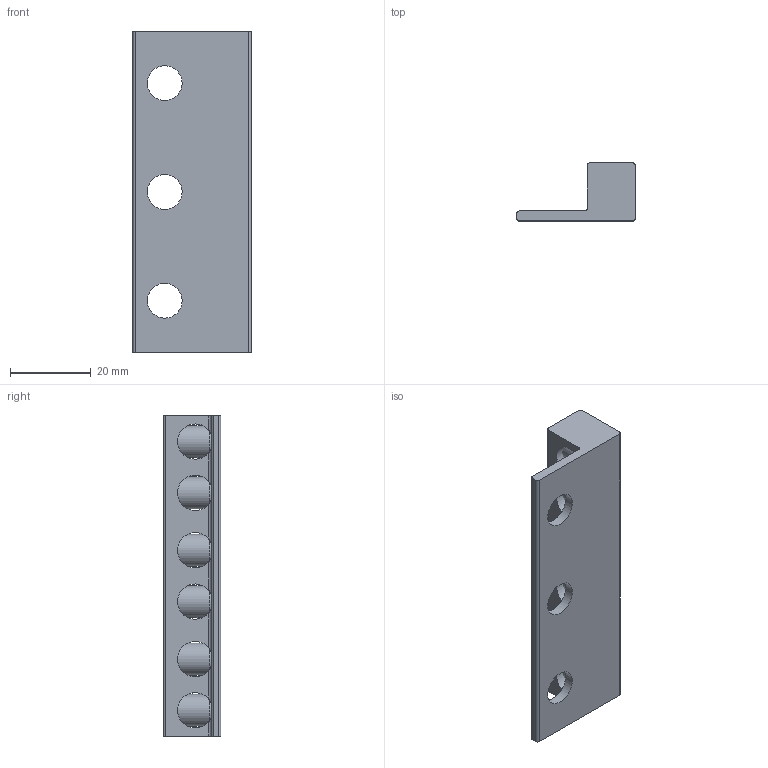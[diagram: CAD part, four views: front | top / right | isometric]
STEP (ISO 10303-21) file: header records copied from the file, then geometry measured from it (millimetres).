
FILE_DESCRIPTION(/* description */ (''),/* implementation_level */ '2;1');
FILE_NAME(/* name */ '6S2-HEX.stp',/* time_stamp */ '2017-02-06T09:50:09-05:00',/* author */ ('tsmith'),/* organization */ (''),/* preprocessor_version */ 'ST-DEVELOPER v16.5',/* originating_system */ 'Autodesk Inventor 2017',/* authorisation */ '');
FILE_SCHEMA (('AUTOMOTIVE_DESIGN { 1 0 10303 214 3 1 1 }'));
Length unit declared in the file: inch
Products named in the file (3): 6S2-HEX(SALES); 12786HEX; 6S2
Assembly tree (7 placements, depth 2):
  6S2-HEX(SALES)
    12786HEX  x6
    6S2
Bounding box: 29.36 x 14.27 x 79.38 mm (x, y, z)
Volume: 14302.8 mm3; surface area: 10904 mm2
Topology: 7 solids, 7 shells, 155 faces, 384 edges, 249 vertices
Faces by surface type: plane 68, cone 42, cylinder 39, sphere 6
Full cylindrical faces by diameter (mm): 6.782 x6, 7.925 x6, 8.636 x3, 8.738 x6
Entity records: 2979 total; most frequent: CARTESIAN_POINT 1001, DIRECTION 382, ORIENTED_EDGE 336, EDGE_CURVE 168, AXIS2_PLACEMENT_3D 167, EDGE_LOOP 154, VERTEX_POINT 126, FACE_OUTER_BOUND 85
